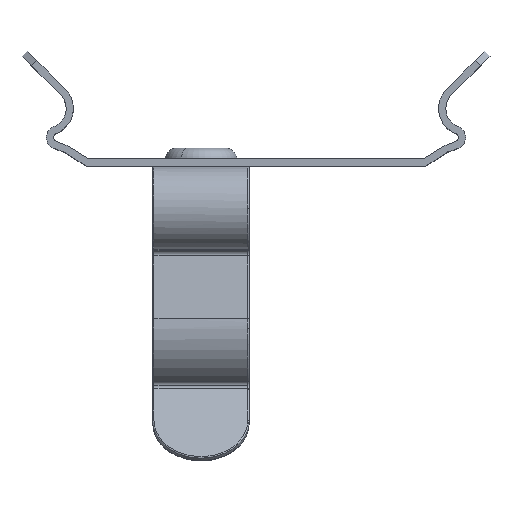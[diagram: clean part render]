
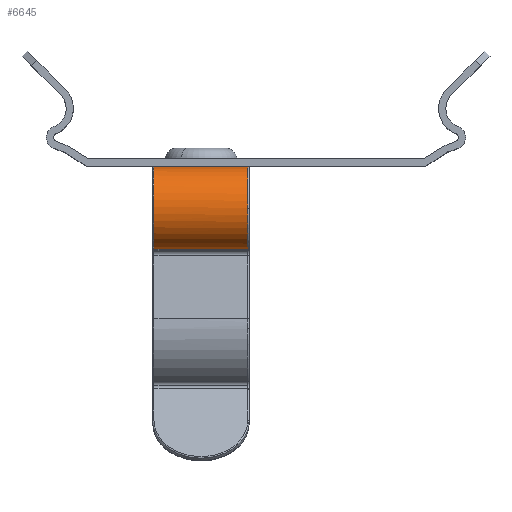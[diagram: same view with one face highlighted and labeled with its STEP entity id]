
A CAD part, top view. The second image highlights one B-rep face of the part: STEP entity #6645.
In plain terms, the highlighted cylindrical face has radius 3.495 mm (diameter 6.991 mm), a partial arc.
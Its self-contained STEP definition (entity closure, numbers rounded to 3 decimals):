
#285 = DIRECTION ( 'NONE',  ( 0., 0., 1. ) ) ;
#528 = ORIENTED_EDGE ( 'NONE', *, *, #2851, .T. ) ;
#671 = CIRCLE ( 'NONE', #8113, 3.495 ) ;
#834 = CIRCLE ( 'NONE', #2299, 3.495 ) ;
#939 = CARTESIAN_POINT ( 'NONE',  ( -6.4, 2.995, -3.9 ) ) ;
#1216 = CARTESIAN_POINT ( 'NONE',  ( -2.905, 2.995, -3.9 ) ) ;
#1297 = DIRECTION ( 'NONE',  ( 0., 0., -1. ) ) ;
#1479 = EDGE_CURVE ( 'NONE', #5884, #1739, #4362, .T. ) ;
#1568 = ORIENTED_EDGE ( 'NONE', *, *, #1479, .T. ) ;
#1739 = VERTEX_POINT ( 'NONE', #2897 ) ;
#1800 = EDGE_LOOP ( 'NONE', ( #2940, #8116, #1568, #528, #4110 ) ) ;
#2211 = CYLINDRICAL_SURFACE ( 'NONE', #5460, 3.495 ) ;
#2299 = AXIS2_PLACEMENT_3D ( 'NONE', #4321, #6184, #5683 ) ;
#2381 = DIRECTION ( 'NONE',  ( 1., 0., 0. ) ) ;
#2851 = EDGE_CURVE ( 'NONE', #1739, #6941, #834, .T. ) ;
#2897 = CARTESIAN_POINT ( 'NONE',  ( -3.75, 6.387, -3.9 ) ) ;
#2940 = ORIENTED_EDGE ( 'NONE', *, *, #3330, .T. ) ;
#2977 = CARTESIAN_POINT ( 'NONE',  ( -3.75, 6.387, 3.9 ) ) ;
#3303 = CARTESIAN_POINT ( 'NONE',  ( -2.905, -0.5, 3.9 ) ) ;
#3330 = EDGE_CURVE ( 'NONE', #4293, #6483, #4703, .T. ) ;
#3468 = CARTESIAN_POINT ( 'NONE',  ( -2.905, 2.995, -4. ) ) ;
#3502 = DIRECTION ( 'NONE',  ( 0., 0., 1. ) ) ;
#3550 = DIRECTION ( 'NONE',  ( 1., 0., 0. ) ) ;
#4006 = CIRCLE ( 'NONE', #7452, 3.495 ) ;
#4110 = ORIENTED_EDGE ( 'NONE', *, *, #6459, .T. ) ;
#4293 = VERTEX_POINT ( 'NONE', #7581 ) ;
#4321 = CARTESIAN_POINT ( 'NONE',  ( -2.905, 2.995, -3.9 ) ) ;
#4362 = LINE ( 'NONE', #6313, #5376 ) ;
#4703 = LINE ( 'NONE', #5362, #5365 ) ;
#4999 = DIRECTION ( 'NONE',  ( 1., 0., 0. ) ) ;
#5021 = DIRECTION ( 'NONE',  ( 0., 0., -1. ) ) ;
#5362 = CARTESIAN_POINT ( 'NONE',  ( -2.905, -0.5, -4. ) ) ;
#5365 = VECTOR ( 'NONE', #3502, 1000. ) ;
#5376 = VECTOR ( 'NONE', #5021, 1000. ) ;
#5460 = AXIS2_PLACEMENT_3D ( 'NONE', #3468, #285, #3550 ) ;
#5683 = DIRECTION ( 'NONE',  ( 1., 0., 0. ) ) ;
#5884 = VERTEX_POINT ( 'NONE', #2977 ) ;
#6184 = DIRECTION ( 'NONE',  ( 0., 0., 1. ) ) ;
#6203 = DIRECTION ( 'NONE',  ( 0., 0., 1. ) ) ;
#6313 = CARTESIAN_POINT ( 'NONE',  ( -3.75, 6.387, -4. ) ) ;
#6429 = EDGE_CURVE ( 'NONE', #6483, #5884, #671, .T. ) ;
#6459 = EDGE_CURVE ( 'NONE', #6941, #4293, #4006, .T. ) ;
#6483 = VERTEX_POINT ( 'NONE', #3303 ) ;
#6645 = ADVANCED_FACE ( 'NONE', ( #6690 ), #2211, .T. ) ;
#6690 = FACE_OUTER_BOUND ( 'NONE', #1800, .T. ) ;
#6941 = VERTEX_POINT ( 'NONE', #939 ) ;
#7452 = AXIS2_PLACEMENT_3D ( 'NONE', #1216, #6203, #2381 ) ;
#7574 = CARTESIAN_POINT ( 'NONE',  ( -2.905, 2.995, 3.9 ) ) ;
#7581 = CARTESIAN_POINT ( 'NONE',  ( -2.905, -0.5, -3.9 ) ) ;
#8113 = AXIS2_PLACEMENT_3D ( 'NONE', #7574, #1297, #4999 ) ;
#8116 = ORIENTED_EDGE ( 'NONE', *, *, #6429, .T. ) ;
